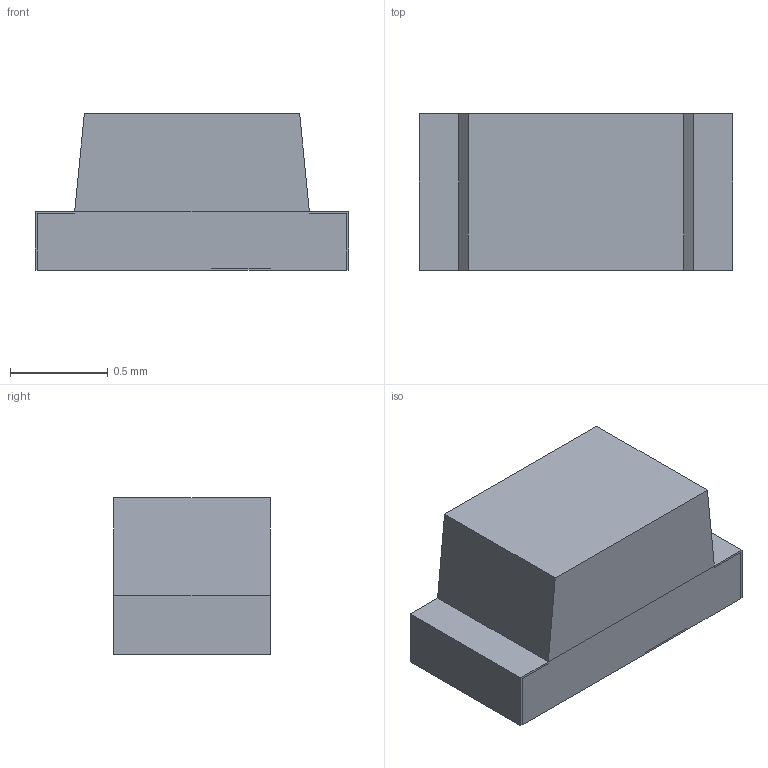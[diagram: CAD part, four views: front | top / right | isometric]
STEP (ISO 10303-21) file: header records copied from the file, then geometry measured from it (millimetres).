
FILE_DESCRIPTION(/* description */ ('Unknown'),/* implementation_level */ '2;1');
FILE_NAME(/* name */ '154060xxBxx04_HV',/* time_stamp */ '2018-04-23T09:03:36+02:00',/* author */ ('Unknown'),/* organization */ ('Unknown'),/* preprocessor_version */ 'ST-DEVELOPER v16.7',/* originating_system */ 'DEX',/* authorisation */ $);
FILE_SCHEMA (('AUTOMOTIVE_DESIGN {1 0 10303 214 3 1 1}'));
Length unit declared in the file: millimetre
Products named in the file (4): 154060xxBxx04_HV; Body; Dome; Pins
Assembly tree (3 placements, depth 2):
  154060xxBxx04_HV
    Body
    Dome
    Pins
Bounding box: 1.6 x 0.8 x 0.8 mm (x, y, z)
Volume: 0.8 mm3; surface area: 10.7 mm2
Topology: 5 solids, 5 shells, 115 faces, 309 edges, 205 vertices
Faces by surface type: plane 99, cylinder 16
Entity records: 4221 total; most frequent: CARTESIAN_POINT 633, ORIENTED_EDGE 618, DIRECTION 586, EDGE_CURVE 309, LINE 270, VECTOR 270, VERTEX_POINT 205, AXIS2_PLACEMENT_3D 158
